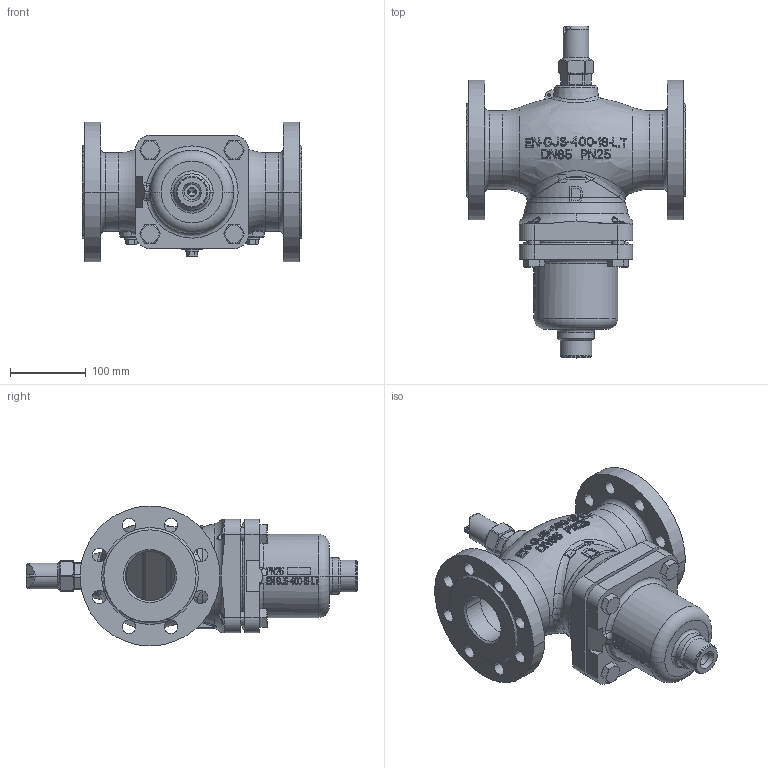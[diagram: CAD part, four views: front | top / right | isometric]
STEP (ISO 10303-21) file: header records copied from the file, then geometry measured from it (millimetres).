
FILE_DESCRIPTION((''),'2;1');
FILE_NAME('065B2673_ASM','2022-08-30T15:37:49',('U240466'),('Danfoss'),'CREO PARAMETRIC BY PTC INC, 2020342','CREO PARAMETRIC BY PTC INC, 2020342','');
FILE_SCHEMA(('CONFIG_CONTROL_DESIGN'));
Products named in the file (13): 8861886; 5454047; 8861092; 5454041; 8861190; 5184024; 5454088; 8861855; 5451354; 8861869; TESNILO_18X14; VIJAK_G1L4X12_ZAPIRALNI; 065B2673_ASM
Assembly tree (19 placements, depth 2):
  065B2673_ASM
    8861886
    5454047
    8861092
    5454041
    8861190
    5184024  x4
    5454088
    8861855
    5451354
    8861869
    TESNILO_18X14  x3
    VIJAK_G1L4X12_ZAPIRALNI  x3
Bounding box: 290 x 439.1 x 185 mm (x, y, z)
Volume: 3489724.7 mm3; surface area: 734122 mm2
Topology: 19 solids, 42 shells, 1964 faces, 5297 edges, 3453 vertices
Faces by surface type: plane 1279, cylinder 344, bspline 141, cone 113, torus 82, sphere 5
Entity records: 68081 total; most frequent: CARTESIAN_POINT 25335, ORIENTED_EDGE 9762, DIRECTION 7513, EDGE_CURVE 4947, VERTEX_POINT 3237, AXIS2_PLACEMENT_3D 2909, B_SPLINE_CURVE_WITH_KNOTS 2055, EDGE_LOOP 1968
